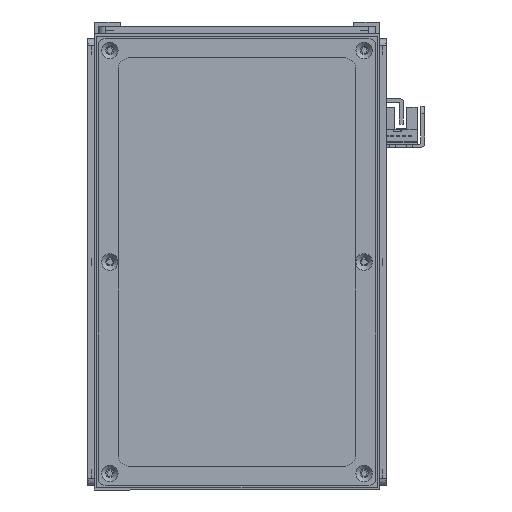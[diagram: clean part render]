
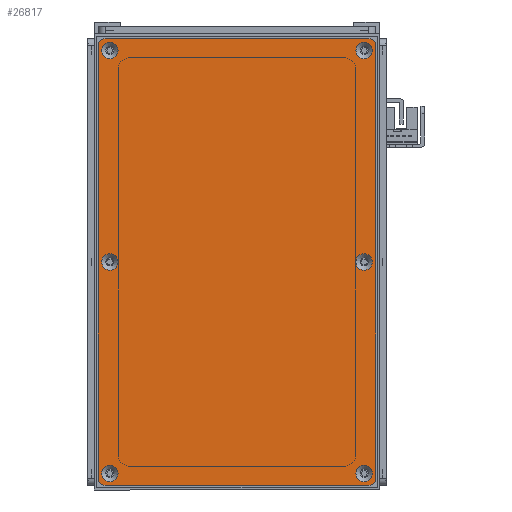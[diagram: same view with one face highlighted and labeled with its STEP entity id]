
A CAD part, front view. The second image highlights one B-rep face of the part: STEP entity #26817.
In plain terms, the highlighted planar face has unit normal (0, -1, 0).
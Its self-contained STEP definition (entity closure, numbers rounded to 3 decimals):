
#1125=FACE_BOUND('',#5586,.T.);
#1126=FACE_BOUND('',#5587,.T.);
#1127=FACE_BOUND('',#5588,.T.);
#1128=FACE_BOUND('',#5589,.T.);
#1129=FACE_BOUND('',#5590,.T.);
#1130=FACE_BOUND('',#5591,.T.);
#1743=PLANE('',#29668);
#3871=FACE_OUTER_BOUND('',#5585,.T.);
#5585=EDGE_LOOP('',(#24758,#24759,#24760,#24761,#24762,#24763,#24764,#24765));
#5586=EDGE_LOOP('',(#24766));
#5587=EDGE_LOOP('',(#24767));
#5588=EDGE_LOOP('',(#24768));
#5589=EDGE_LOOP('',(#24769));
#5590=EDGE_LOOP('',(#24770));
#5591=EDGE_LOOP('',(#24771));
#7843=LINE('',#47004,#10108);
#7844=LINE('',#47008,#10109);
#7845=LINE('',#47012,#10110);
#7846=LINE('',#47015,#10111);
#10108=VECTOR('',#36812,10.);
#10109=VECTOR('',#36815,10.);
#10110=VECTOR('',#36818,10.);
#10111=VECTOR('',#36821,10.);
#11415=CIRCLE('',#29636,3.45);
#11418=CIRCLE('',#29641,3.45);
#11421=CIRCLE('',#29646,3.45);
#11424=CIRCLE('',#29651,3.45);
#11427=CIRCLE('',#29656,3.45);
#11430=CIRCLE('',#29661,3.45);
#11433=CIRCLE('',#29666,3.);
#11435=CIRCLE('',#29669,3.);
#11436=CIRCLE('',#29670,3.);
#11437=CIRCLE('',#29671,3.);
#13887=VERTEX_POINT('',#46934);
#13890=VERTEX_POINT('',#46944);
#13893=VERTEX_POINT('',#46954);
#13896=VERTEX_POINT('',#46964);
#13899=VERTEX_POINT('',#46974);
#13902=VERTEX_POINT('',#46984);
#13905=VERTEX_POINT('',#46994);
#13906=VERTEX_POINT('',#46995);
#13909=VERTEX_POINT('',#47003);
#13910=VERTEX_POINT('',#47005);
#13911=VERTEX_POINT('',#47007);
#13912=VERTEX_POINT('',#47009);
#13913=VERTEX_POINT('',#47011);
#13914=VERTEX_POINT('',#47013);
#17535=EDGE_CURVE('',#13887,#13887,#11415,.T.);
#17540=EDGE_CURVE('',#13890,#13890,#11418,.T.);
#17545=EDGE_CURVE('',#13893,#13893,#11421,.T.);
#17550=EDGE_CURVE('',#13896,#13896,#11424,.T.);
#17555=EDGE_CURVE('',#13899,#13899,#11427,.T.);
#17560=EDGE_CURVE('',#13902,#13902,#11430,.T.);
#17565=EDGE_CURVE('',#13905,#13906,#11433,.T.);
#17569=EDGE_CURVE('',#13905,#13909,#7843,.T.);
#17570=EDGE_CURVE('',#13910,#13909,#11435,.T.);
#17571=EDGE_CURVE('',#13910,#13911,#7844,.T.);
#17572=EDGE_CURVE('',#13912,#13911,#11436,.T.);
#17573=EDGE_CURVE('',#13912,#13913,#7845,.T.);
#17574=EDGE_CURVE('',#13914,#13913,#11437,.T.);
#17575=EDGE_CURVE('',#13914,#13906,#7846,.T.);
#24758=ORIENTED_EDGE('',*,*,#17565,.F.);
#24759=ORIENTED_EDGE('',*,*,#17569,.T.);
#24760=ORIENTED_EDGE('',*,*,#17570,.F.);
#24761=ORIENTED_EDGE('',*,*,#17571,.T.);
#24762=ORIENTED_EDGE('',*,*,#17572,.F.);
#24763=ORIENTED_EDGE('',*,*,#17573,.T.);
#24764=ORIENTED_EDGE('',*,*,#17574,.F.);
#24765=ORIENTED_EDGE('',*,*,#17575,.T.);
#24766=ORIENTED_EDGE('',*,*,#17535,.T.);
#24767=ORIENTED_EDGE('',*,*,#17540,.T.);
#24768=ORIENTED_EDGE('',*,*,#17545,.T.);
#24769=ORIENTED_EDGE('',*,*,#17550,.T.);
#24770=ORIENTED_EDGE('',*,*,#17555,.T.);
#24771=ORIENTED_EDGE('',*,*,#17560,.T.);
#26817=ADVANCED_FACE('',(#3871,#1125,#1126,#1127,#1128,#1129,#1130),#1743,
 .T.);
#29636=AXIS2_PLACEMENT_3D('',#46935,#36732,#36733);
#29641=AXIS2_PLACEMENT_3D('',#46945,#36744,#36745);
#29646=AXIS2_PLACEMENT_3D('',#46955,#36756,#36757);
#29651=AXIS2_PLACEMENT_3D('',#46965,#36768,#36769);
#29656=AXIS2_PLACEMENT_3D('',#46975,#36780,#36781);
#29661=AXIS2_PLACEMENT_3D('',#46985,#36792,#36793);
#29666=AXIS2_PLACEMENT_3D('',#46996,#36804,#36805);
#29668=AXIS2_PLACEMENT_3D('',#47002,#36810,#36811);
#29669=AXIS2_PLACEMENT_3D('',#47006,#36813,#36814);
#29670=AXIS2_PLACEMENT_3D('',#47010,#36816,#36817);
#29671=AXIS2_PLACEMENT_3D('',#47014,#36819,#36820);
#36732=DIRECTION('center_axis',(0.,1.,0.));
#36733=DIRECTION('ref_axis',(1.,0.,0.));
#36744=DIRECTION('center_axis',(0.,1.,0.));
#36745=DIRECTION('ref_axis',(1.,0.,0.));
#36756=DIRECTION('center_axis',(0.,1.,0.));
#36757=DIRECTION('ref_axis',(1.,0.,0.));
#36768=DIRECTION('center_axis',(0.,1.,0.));
#36769=DIRECTION('ref_axis',(1.,0.,0.));
#36780=DIRECTION('center_axis',(0.,1.,0.));
#36781=DIRECTION('ref_axis',(1.,0.,0.));
#36792=DIRECTION('center_axis',(0.,1.,0.));
#36793=DIRECTION('ref_axis',(1.,0.,0.));
#36804=DIRECTION('center_axis',(0.,1.,0.));
#36805=DIRECTION('ref_axis',(-0.707,0.,0.707));
#36810=DIRECTION('center_axis',(0.,-1.,0.));
#36811=DIRECTION('ref_axis',(0.,0.,-1.));
#36812=DIRECTION('',(0.,0.,-1.));
#36813=DIRECTION('center_axis',(0.,1.,0.));
#36814=DIRECTION('ref_axis',(-0.707,0.,-0.707));
#36815=DIRECTION('',(1.,0.,0.));
#36816=DIRECTION('center_axis',(0.,1.,0.));
#36817=DIRECTION('ref_axis',(0.707,0.,-0.707));
#36818=DIRECTION('',(0.,0.,1.));
#36819=DIRECTION('center_axis',(0.,1.,0.));
#36820=DIRECTION('ref_axis',(0.707,0.,0.707));
#36821=DIRECTION('',(-1.,0.,0.));
#46934=CARTESIAN_POINT('',(85.55,-1.5,53.5));
#46935=CARTESIAN_POINT('Origin',(89.,-1.5,53.5));
#46944=CARTESIAN_POINT('',(-3.45,-1.5,-53.5));
#46945=CARTESIAN_POINT('Origin',(0.,-1.5,-53.5));
#46954=CARTESIAN_POINT('',(-92.45,-1.5,53.5));
#46955=CARTESIAN_POINT('Origin',(-89.,-1.5,53.5));
#46964=CARTESIAN_POINT('',(-92.45,-1.5,-53.5));
#46965=CARTESIAN_POINT('Origin',(-89.,-1.5,-53.5));
#46974=CARTESIAN_POINT('',(-3.45,-1.5,53.5));
#46975=CARTESIAN_POINT('Origin',(0.,-1.5,53.5));
#46984=CARTESIAN_POINT('',(85.55,-1.5,-53.5));
#46985=CARTESIAN_POINT('Origin',(89.,-1.5,-53.5));
#46994=CARTESIAN_POINT('',(-94.,-1.5,55.5));
#46995=CARTESIAN_POINT('',(-91.,-1.5,58.5));
#46996=CARTESIAN_POINT('Origin',(-91.,-1.5,55.5));
#47002=CARTESIAN_POINT('Origin',(0.,-1.5,0.));
#47003=CARTESIAN_POINT('',(-94.,-1.5,-55.5));
#47004=CARTESIAN_POINT('',(-94.,-1.5,58.5));
#47005=CARTESIAN_POINT('',(-91.,-1.5,-58.5));
#47006=CARTESIAN_POINT('Origin',(-91.,-1.5,-55.5));
#47007=CARTESIAN_POINT('',(91.,-1.5,-58.5));
#47008=CARTESIAN_POINT('',(-94.,-1.5,-58.5));
#47009=CARTESIAN_POINT('',(94.,-1.5,-55.5));
#47010=CARTESIAN_POINT('Origin',(91.,-1.5,-55.5));
#47011=CARTESIAN_POINT('',(94.,-1.5,55.5));
#47012=CARTESIAN_POINT('',(94.,-1.5,-58.5));
#47013=CARTESIAN_POINT('',(91.,-1.5,58.5));
#47014=CARTESIAN_POINT('Origin',(91.,-1.5,55.5));
#47015=CARTESIAN_POINT('',(94.,-1.5,58.5));
